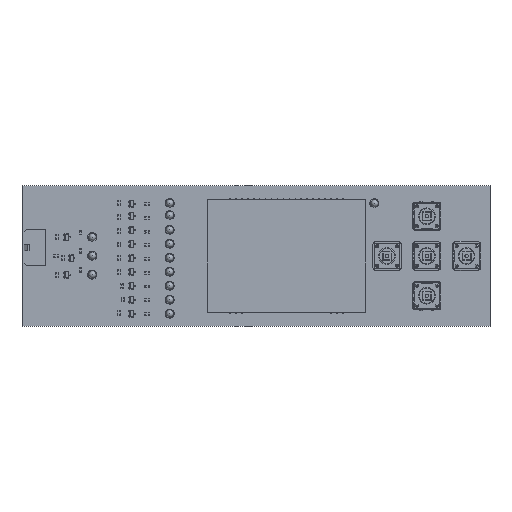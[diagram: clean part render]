
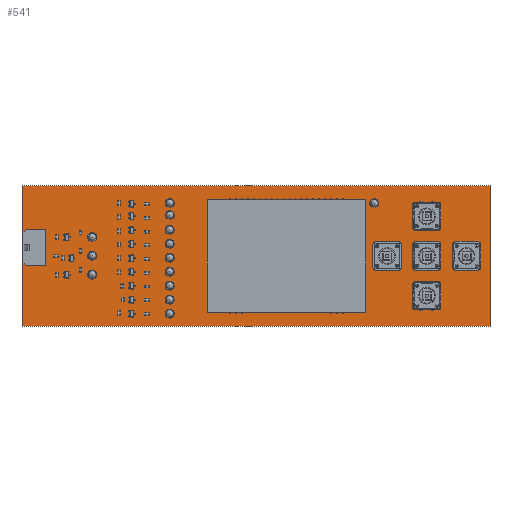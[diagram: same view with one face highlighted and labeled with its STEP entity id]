
A CAD part, top view. The second image highlights one B-rep face of the part: STEP entity #541.
In plain terms, the highlighted planar face has unit normal (0, 0, 1).
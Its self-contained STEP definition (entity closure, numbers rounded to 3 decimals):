
#412 = VERTEX_POINT('',#413);
#413 = CARTESIAN_POINT('',(0.,0.,0.411));
#419 = EDGE_CURVE('',#412,#420,#422,.T.);
#420 = VERTEX_POINT('',#421);
#421 = CARTESIAN_POINT('',(200.,0.,0.411));
#422 = LINE('',#423,#424);
#423 = CARTESIAN_POINT('',(0.,0.,0.411));
#424 = VECTOR('',#425,1.);
#425 = DIRECTION('',(1.,0.,0.));
#450 = EDGE_CURVE('',#420,#451,#453,.T.);
#451 = VERTEX_POINT('',#452);
#452 = CARTESIAN_POINT('',(200.,60.,0.411));
#453 = LINE('',#454,#455);
#454 = CARTESIAN_POINT('',(200.,0.,0.411));
#455 = VECTOR('',#456,1.);
#456 = DIRECTION('',(0.,1.,0.));
#481 = EDGE_CURVE('',#451,#482,#484,.T.);
#482 = VERTEX_POINT('',#483);
#483 = CARTESIAN_POINT('',(0.,60.,0.411));
#484 = LINE('',#485,#486);
#485 = CARTESIAN_POINT('',(200.,60.,0.411));
#486 = VECTOR('',#487,1.);
#487 = DIRECTION('',(-1.,0.,0.));
#512 = EDGE_CURVE('',#482,#412,#513,.T.);
#513 = LINE('',#514,#515);
#514 = CARTESIAN_POINT('',(0.,60.,0.411));
#515 = VECTOR('',#516,1.);
#516 = DIRECTION('',(0.,-1.,0.));
#541 = ADVANCED_FACE('',(#542),#548,.T.);
#542 = FACE_BOUND('',#543,.T.);
#543 = EDGE_LOOP('',(#544,#545,#546,#547));
#544 = ORIENTED_EDGE('',*,*,#419,.T.);
#545 = ORIENTED_EDGE('',*,*,#450,.T.);
#546 = ORIENTED_EDGE('',*,*,#481,.T.);
#547 = ORIENTED_EDGE('',*,*,#512,.T.);
#548 = PLANE('',#549);
#549 = AXIS2_PLACEMENT_3D('',#550,#551,#552);
#550 = CARTESIAN_POINT('',(100.,30.,0.411));
#551 = DIRECTION('',(0.,0.,1.));
#552 = DIRECTION('',(1.,0.,-0.));
